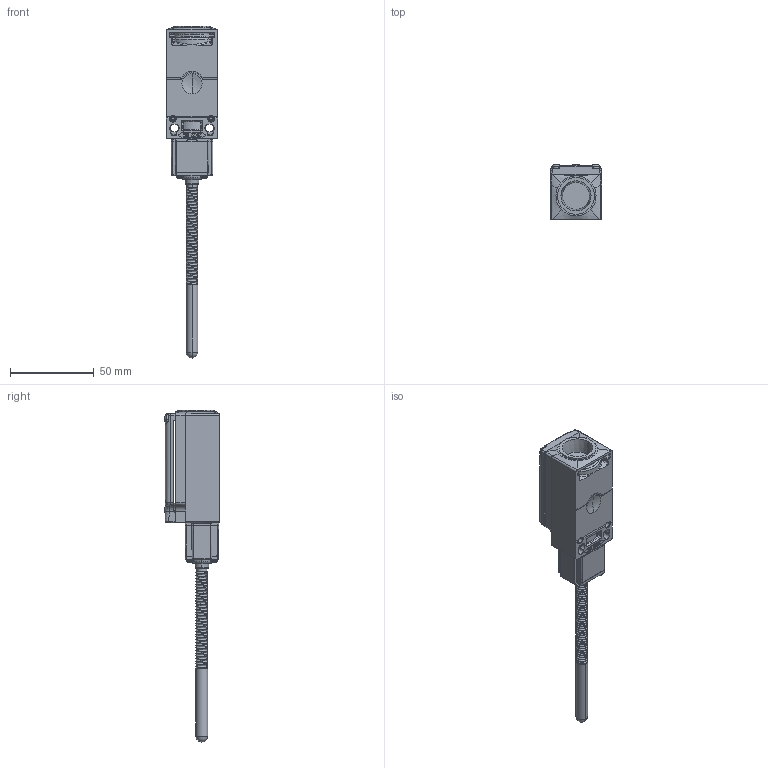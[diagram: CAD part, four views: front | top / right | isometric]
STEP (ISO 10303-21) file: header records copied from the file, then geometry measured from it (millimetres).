
FILE_DESCRIPTION((''),'2;1');
FILE_NAME('1415038_SW0001','2016-06-03T',('sharbsmeier'),('.steute Schaltgeräte GmbH, Löhne'),'PRO/ENGINEER BY PARAMETRIC TECHNOLOGY CORPORATION, 2015070','PRO/ENGINEER BY PARAMETRIC TECHNOLOGY CORPORATION, 2015070','');
FILE_SCHEMA(('CONFIG_CONTROL_DESIGN'));
Length unit declared in the file: millimetre
Products named in the file (1): 1415038_SW0001
Bounding box: 31 x 32.75 x 198.5 mm (x, y, z)
Surface area: 18176.6 mm2 (no closed solid volume)
Topology: 0 solids, 28 shells, 390 faces, 1601 edges, 1220 vertices
Faces by surface type: cylinder 130, plane 109, bspline 82, torus 25, cone 24, sphere 18, extrusion 2
Entity records: 30519 total; most frequent: CARTESIAN_POINT 18405, ORIENTED_EDGE 2308, DIRECTION 2220, EDGE_CURVE 1596, VERTEX_POINT 1220, VECTOR 832, LINE 830, AXIS2_PLACEMENT_3D 694
